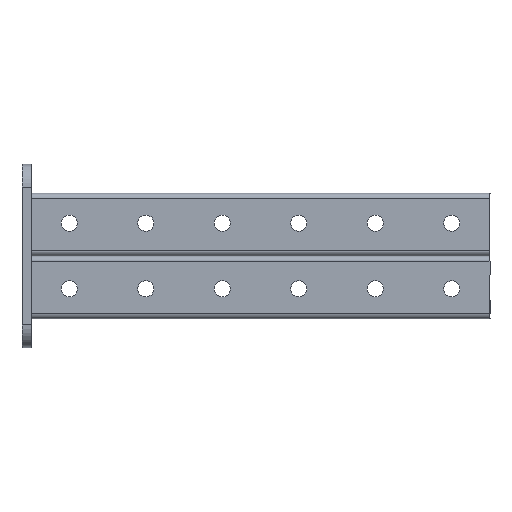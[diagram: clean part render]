
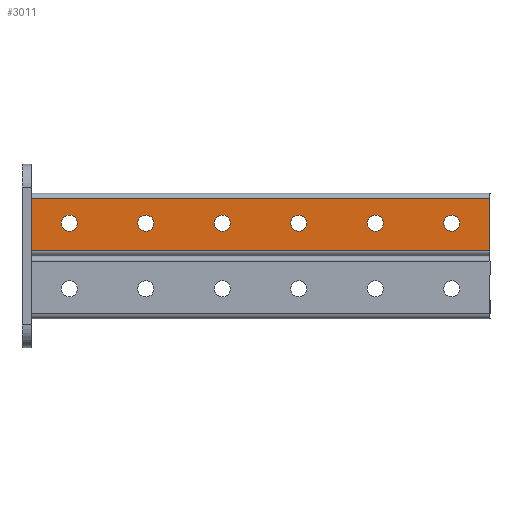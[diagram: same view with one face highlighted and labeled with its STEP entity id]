
A CAD part, left-side view. The second image highlights one B-rep face of the part: STEP entity #3011.
In plain terms, the highlighted planar face has unit normal (-1, 0, 0).
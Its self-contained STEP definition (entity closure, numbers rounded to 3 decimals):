
#63 = DIRECTION ( 'NONE',  ( 0., -1., 0. ) ) ;
#68 = DIRECTION ( 'NONE',  ( 1., 0., 0. ) ) ;
#71 = CARTESIAN_POINT ( 'NONE',  ( -20.5, -75., 21.5 ) ) ;
#103 = DIRECTION ( 'NONE',  ( 0., -1., 0. ) ) ;
#104 = DIRECTION ( 'NONE',  ( 0., -1., 0. ) ) ;
#134 = DIRECTION ( 'NONE',  ( 1., 0., 0. ) ) ;
#137 = CARTESIAN_POINT ( 'NONE',  ( -20.5, 75., 21.5 ) ) ;
#142 = CARTESIAN_POINT ( 'NONE',  ( -20.5, 25., 21.5 ) ) ;
#156 = DIRECTION ( 'NONE',  ( 1., 0., 0. ) ) ;
#157 = CARTESIAN_POINT ( 'NONE',  ( -20.5, -25., 21.5 ) ) ;
#179 = DIRECTION ( 'NONE',  ( 0., -1., 0. ) ) ;
#182 = DIRECTION ( 'NONE',  ( 1., 0., 0. ) ) ;
#249 = DIRECTION ( 'NONE',  ( 0., 0., -1. ) ) ;
#250 = CARTESIAN_POINT ( 'NONE',  ( -20.5, -1500., 37.5 ) ) ;
#252 = PLANE ( 'NONE',  #2167 ) ;
#255 = DIRECTION ( 'NONE',  ( 1., 0., 0. ) ) ;
#413 = CARTESIAN_POINT ( 'NONE',  ( -20.5, 150., 37.5 ) ) ;
#454 = CARTESIAN_POINT ( 'NONE',  ( -20.5, -150., 37.5 ) ) ;
#467 = CARTESIAN_POINT ( 'NONE',  ( -20.5, -150., 3.5 ) ) ;
#587 = CARTESIAN_POINT ( 'NONE',  ( -20.5, 150., 3.5 ) ) ;
#887 = FACE_OUTER_BOUND ( 'NONE', #4692, .T. ) ;
#888 = FACE_BOUND ( 'NONE', #4691, .T. ) ;
#889 = FACE_BOUND ( 'NONE', #3985, .T. ) ;
#891 = FACE_BOUND ( 'NONE', #4057, .T. ) ;
#893 = FACE_BOUND ( 'NONE', #4174, .T. ) ;
#895 = FACE_BOUND ( 'NONE', #4047, .T. ) ;
#897 = FACE_BOUND ( 'NONE', #4032, .T. ) ;
#1184 = VECTOR ( 'NONE', #1783, 1000. ) ;
#1187 = LINE ( 'NONE', #1857, #1184 ) ;
#1356 = CARTESIAN_POINT ( 'NONE',  ( -20.5, 119.75, 21.5 ) ) ;
#1379 = CARTESIAN_POINT ( 'NONE',  ( -20.5, -80.25, 21.5 ) ) ;
#1408 = CIRCLE ( 'NONE', #2315, 5.25 ) ;
#1416 = CIRCLE ( 'NONE', #2320, 5.25 ) ;
#1422 = VERTEX_POINT ( 'NONE', #1379 ) ;
#1427 = CARTESIAN_POINT ( 'NONE',  ( -20.5, 19.75, 21.5 ) ) ;
#1429 = CARTESIAN_POINT ( 'NONE',  ( -20.5, -30.25, 21.5 ) ) ;
#1442 = CARTESIAN_POINT ( 'NONE',  ( -20.5, 69.75, 21.5 ) ) ;
#1460 = CARTESIAN_POINT ( 'NONE',  ( -20.5, -130.25, 21.5 ) ) ;
#1474 = VECTOR ( 'NONE', #1807, 1000. ) ;
#1477 = LINE ( 'NONE', #1800, #1474 ) ;
#1486 = CIRCLE ( 'NONE', #2292, 5.25 ) ;
#1564 = DIRECTION ( 'NONE',  ( 0., 0., -1. ) ) ;
#1565 = CARTESIAN_POINT ( 'NONE',  ( -20.5, -150., -41. ) ) ;
#1652 = CARTESIAN_POINT ( 'NONE',  ( -20.5, -125., 21.5 ) ) ;
#1664 = DIRECTION ( 'NONE',  ( 0., 1., 0. ) ) ;
#1668 = DIRECTION ( 'NONE',  ( 0., -1., 0. ) ) ;
#1669 = DIRECTION ( 'NONE',  ( 1., 0., 0. ) ) ;
#1714 = VERTEX_POINT ( 'NONE', #1356 ) ;
#1726 = VERTEX_POINT ( 'NONE', #1427 ) ;
#1727 = VERTEX_POINT ( 'NONE', #1429 ) ;
#1739 = VERTEX_POINT ( 'NONE', #1442 ) ;
#1749 = VERTEX_POINT ( 'NONE', #1460 ) ;
#1783 = DIRECTION ( 'NONE',  ( 0., 0., 1. ) ) ;
#1800 = CARTESIAN_POINT ( 'NONE',  ( -20.5, -1500., 3.5 ) ) ;
#1807 = DIRECTION ( 'NONE',  ( 0., 1., 0. ) ) ;
#1857 = CARTESIAN_POINT ( 'NONE',  ( -20.5, 150., -41. ) ) ;
#1869 = DIRECTION ( 'NONE',  ( 0., -1., 0. ) ) ;
#1922 = CARTESIAN_POINT ( 'NONE',  ( -20.5, 125., 21.5 ) ) ;
#1932 = DIRECTION ( 'NONE',  ( 1., 0., 0. ) ) ;
#2167 = AXIS2_PLACEMENT_3D ( 'NONE', #250, #255, #249 ) ;
#2175 = EDGE_CURVE ( 'NONE', #1749, #1749, #3786, .T. ) ;
#2181 = EDGE_CURVE ( 'NONE', #3931, #4011, #4094, .T. ) ;
#2292 = AXIS2_PLACEMENT_3D ( 'NONE', #1922, #1932, #1869 ) ;
#2315 = AXIS2_PLACEMENT_3D ( 'NONE', #71, #68, #104 ) ;
#2320 = AXIS2_PLACEMENT_3D ( 'NONE', #142, #156, #103 ) ;
#2326 = AXIS2_PLACEMENT_3D ( 'NONE', #157, #182, #179 ) ;
#2334 = EDGE_CURVE ( 'NONE', #3931, #3919, #2809, .T. ) ;
#2352 = AXIS2_PLACEMENT_3D ( 'NONE', #137, #134, #63 ) ;
#2387 = AXIS2_PLACEMENT_3D ( 'NONE', #1652, #1669, #1668 ) ;
#2416 = EDGE_CURVE ( 'NONE', #1739, #1739, #3724, .T. ) ;
#2450 = EDGE_CURVE ( 'NONE', #1727, #1727, #3239, .T. ) ;
#2456 = EDGE_CURVE ( 'NONE', #1726, #1726, #1416, .T. ) ;
#2463 = EDGE_CURVE ( 'NONE', #1422, #1422, #1408, .T. ) ;
#2489 = EDGE_CURVE ( 'NONE', #3919, #3750, #1477, .T. ) ;
#2498 = EDGE_CURVE ( 'NONE', #1714, #1714, #1486, .T. ) ;
#2537 = EDGE_CURVE ( 'NONE', #3750, #4011, #1187, .T. ) ;
#2806 = VECTOR ( 'NONE', #1564, 1000. ) ;
#2809 = LINE ( 'NONE', #1565, #2806 ) ;
#2995 = CARTESIAN_POINT ( 'NONE',  ( -20.5, -1500., 37.5 ) ) ;
#3011 = ADVANCED_FACE ( 'NONE', ( #897, #889, #893, #895, #891, #888, #887 ), #252, .F. ) ;
#3239 = CIRCLE ( 'NONE', #2326, 5.25 ) ;
#3724 = CIRCLE ( 'NONE', #2352, 5.25 ) ;
#3750 = VERTEX_POINT ( 'NONE', #587 ) ;
#3783 = VECTOR ( 'NONE', #1664, 1000. ) ;
#3786 = CIRCLE ( 'NONE', #2387, 5.25 ) ;
#3919 = VERTEX_POINT ( 'NONE', #467 ) ;
#3931 = VERTEX_POINT ( 'NONE', #454 ) ;
#3985 = EDGE_LOOP ( 'NONE', ( #4561 ) ) ;
#4011 = VERTEX_POINT ( 'NONE', #413 ) ;
#4032 = EDGE_LOOP ( 'NONE', ( #4560 ) ) ;
#4047 = EDGE_LOOP ( 'NONE', ( #4563 ) ) ;
#4057 = EDGE_LOOP ( 'NONE', ( #4564 ) ) ;
#4094 = LINE ( 'NONE', #2995, #3783 ) ;
#4174 = EDGE_LOOP ( 'NONE', ( #4562 ) ) ;
#4560 = ORIENTED_EDGE ( 'NONE', *, *, #2175, .T. ) ;
#4561 = ORIENTED_EDGE ( 'NONE', *, *, #2450, .T. ) ;
#4562 = ORIENTED_EDGE ( 'NONE', *, *, #2416, .T. ) ;
#4563 = ORIENTED_EDGE ( 'NONE', *, *, #2498, .T. ) ;
#4564 = ORIENTED_EDGE ( 'NONE', *, *, #2456, .T. ) ;
#4565 = ORIENTED_EDGE ( 'NONE', *, *, #2463, .T. ) ;
#4566 = ORIENTED_EDGE ( 'NONE', *, *, #2537, .F. ) ;
#4567 = ORIENTED_EDGE ( 'NONE', *, *, #2489, .F. ) ;
#4568 = ORIENTED_EDGE ( 'NONE', *, *, #2334, .F. ) ;
#4569 = ORIENTED_EDGE ( 'NONE', *, *, #2181, .T. ) ;
#4691 = EDGE_LOOP ( 'NONE', ( #4565 ) ) ;
#4692 = EDGE_LOOP ( 'NONE', ( #4566, #4567, #4568, #4569 ) ) ;
